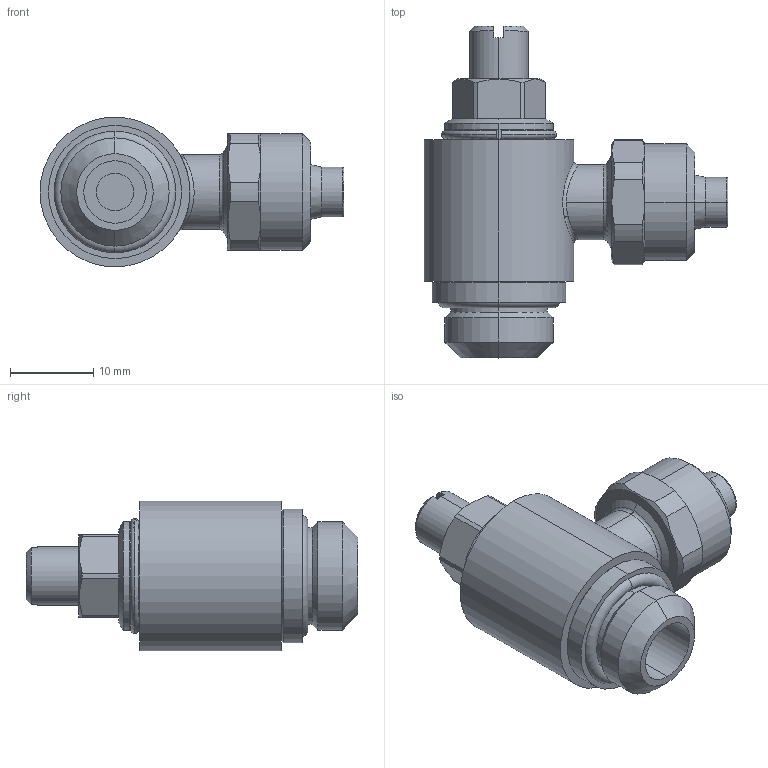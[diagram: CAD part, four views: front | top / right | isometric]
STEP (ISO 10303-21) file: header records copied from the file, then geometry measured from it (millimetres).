
FILE_DESCRIPTION (( 'STEP AP203' ), '1' );
FILE_NAME ('04100V42.STEP', '2010-04-14T08:04:34', ( '' ), ( 'sopra-pneumatic' ), 'SwSTEP 2.0', 'SolidWorks 2009', '' );
FILE_SCHEMA (( 'CONFIG_CONTROL_DESIGN' ));
Length unit declared in the file: millimetre
Products named in the file (1): 04100V42
Bounding box: 36.5 x 39.86 x 18 mm (x, y, z)
Volume: 7836.9 mm3; surface area: 3831 mm2
Topology: 2 solids, 2 shells, 123 faces, 270 edges, 164 vertices
Faces by surface type: cylinder 45, plane 38, cone 30, torus 8, bspline 2
Entity records: 4501 total; most frequent: CARTESIAN_POINT 1704, DIRECTION 604, ORIENTED_EDGE 540, EDGE_CURVE 270, AXIS2_PLACEMENT_3D 256, VERTEX_POINT 164, EDGE_LOOP 136, CIRCLE 134
